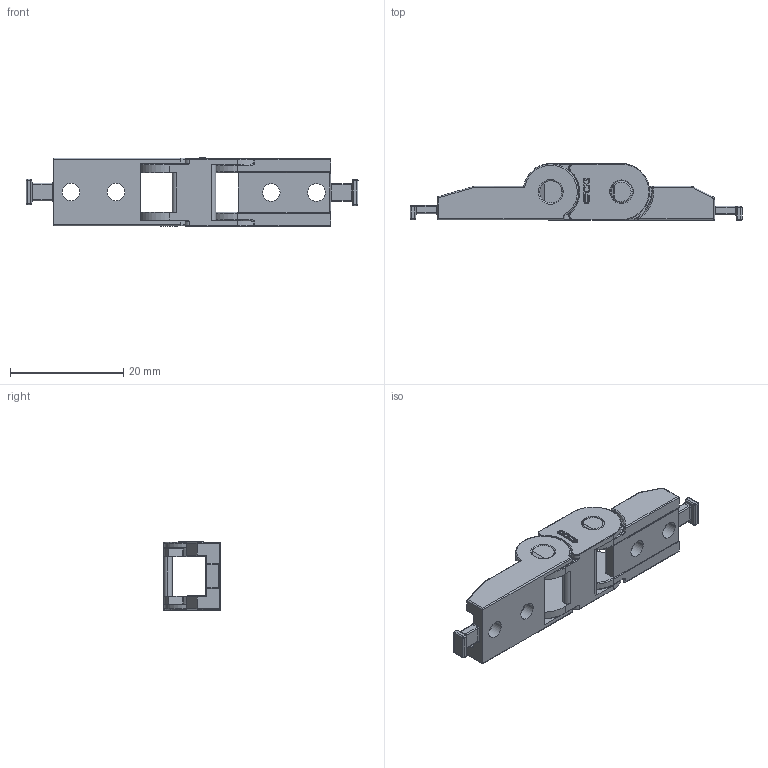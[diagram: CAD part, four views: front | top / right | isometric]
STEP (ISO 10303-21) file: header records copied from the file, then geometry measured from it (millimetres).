
FILE_DESCRIPTION (( 'STEP AP214' ), '1' );
FILE_NAME ('CK07-F07-R018.STEP', '2019-09-02T11:19:11', ( '' ), ( '' ), 'SwSTEP 2.0', 'SolidWorks 2017', '' );
FILE_SCHEMA (( 'AUTOMOTIVE_DESIGN' ));
Length unit declared in the file: millimetre
Products named in the file (1): CK07-F07-R018
Bounding box: 58.75 x 10.05 x 12.2 mm (x, y, z)
Volume: 2349 mm3; surface area: 3399.4 mm2
Topology: 3 solids, 3 shells, 518 faces, 1265 edges, 748 vertices
Faces by surface type: cylinder 219, plane 136, torus 88, bspline 39, sphere 28, cone 8
Entity records: 16769 total; most frequent: CARTESIAN_POINT 4657, DIRECTION 2641, ORIENTED_EDGE 2482, EDGE_CURVE 1241, AXIS2_PLACEMENT_3D 1040, VERTEX_POINT 748, LINE 561, VECTOR 561
